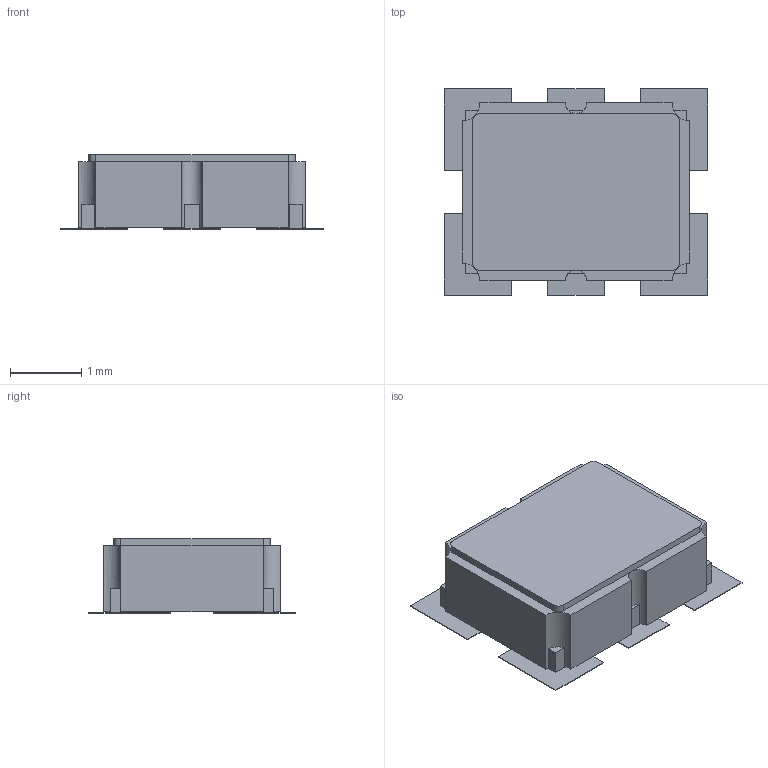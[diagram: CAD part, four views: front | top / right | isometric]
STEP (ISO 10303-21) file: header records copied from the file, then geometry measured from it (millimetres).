
FILE_DESCRIPTION(/* description */ (''),/* implementation_level */ '2;1');
FILE_NAME(/* name */ '086-0303-000_1.stp',/* time_stamp */ '2023-11-01T20:46:13+03:00',/* author */ (''),/* organization */ (''),/* preprocessor_version */ 'ST-DEVELOPER v16.7',/* originating_system */ 'SIEMENS PLM Software NX 12.0',/* authorisation */ '');
FILE_SCHEMA (('AUTOMOTIVE_DESIGN { 1 0 10303 214 3 1 1 1 }'));
Length unit declared in the file: millimetre
Products named in the file (1): 086-0303-000_1
Bounding box: 3.7 x 2.9 x 1.05 mm (x, y, z)
Volume: 7.9 mm3; surface area: 34.3 mm2
Topology: 1 solids, 1 shells, 90 faces, 244 edges, 162 vertices
Faces by surface type: plane 80, cylinder 10
Entity records: 3189 total; most frequent: CARTESIAN_POINT 497, ORIENTED_EDGE 488, DIRECTION 460, EDGE_CURVE 244, LINE 210, VECTOR 210, VERTEX_POINT 162, AXIS2_PLACEMENT_3D 125
